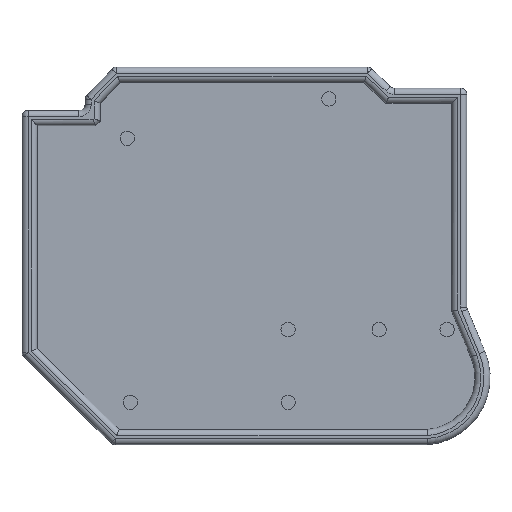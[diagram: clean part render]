
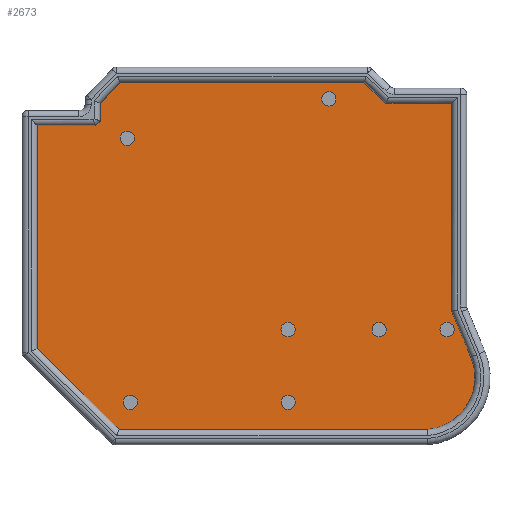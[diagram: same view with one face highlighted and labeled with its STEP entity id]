
A CAD part, top view. The second image highlights one B-rep face of the part: STEP entity #2673.
In plain terms, the highlighted planar face has unit normal (0, 0, 1).
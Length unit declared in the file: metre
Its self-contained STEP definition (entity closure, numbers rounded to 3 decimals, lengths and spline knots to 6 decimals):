
#132=CIRCLE('',#2839,0.017283);
#141=CIRCLE('',#2870,0.00235);
#143=CIRCLE('',#2873,0.00235);
#145=CIRCLE('',#2876,0.00235);
#147=CIRCLE('',#2879,0.00235);
#149=CIRCLE('',#2882,0.00235);
#151=CIRCLE('',#2885,0.00235);
#153=CIRCLE('',#2888,0.00235);
#460=ORIENTED_EDGE('',*,*,#1213,.F.);
#461=ORIENTED_EDGE('',*,*,#1211,.F.);
#462=ORIENTED_EDGE('',*,*,#1209,.F.);
#463=ORIENTED_EDGE('',*,*,#1207,.F.);
#464=ORIENTED_EDGE('',*,*,#1205,.F.);
#465=ORIENTED_EDGE('',*,*,#1203,.F.);
#466=ORIENTED_EDGE('',*,*,#1201,.F.);
#467=ORIENTED_EDGE('',*,*,#1093,.F.);
#468=ORIENTED_EDGE('',*,*,#1144,.T.);
#469=ORIENTED_EDGE('',*,*,#1103,.F.);
#470=ORIENTED_EDGE('',*,*,#1142,.F.);
#471=ORIENTED_EDGE('',*,*,#1140,.F.);
#472=ORIENTED_EDGE('',*,*,#1137,.F.);
#473=ORIENTED_EDGE('',*,*,#1134,.F.);
#474=ORIENTED_EDGE('',*,*,#1089,.F.);
#475=ORIENTED_EDGE('',*,*,#1099,.F.);
#476=ORIENTED_EDGE('',*,*,#1152,.F.);
#477=ORIENTED_EDGE('',*,*,#1150,.F.);
#478=ORIENTED_EDGE('',*,*,#1147,.F.);
#479=ORIENTED_EDGE('',*,*,#1096,.F.);
#1089=EDGE_CURVE('',#1473,#1470,#1710,.T.);
#1093=EDGE_CURVE('',#1477,#1474,#1714,.T.);
#1096=EDGE_CURVE('',#1474,#1478,#1717,.T.);
#1099=EDGE_CURVE('',#1481,#1473,#1720,.T.);
#1103=EDGE_CURVE('',#1485,#1482,#132,.T.);
#1134=EDGE_CURVE('',#1470,#1514,#1748,.T.);
#1137=EDGE_CURVE('',#1514,#1516,#1751,.T.);
#1140=EDGE_CURVE('',#1516,#1518,#1754,.T.);
#1142=EDGE_CURVE('',#1518,#1485,#1756,.T.);
#1144=EDGE_CURVE('',#1477,#1482,#1758,.T.);
#1147=EDGE_CURVE('',#1478,#1520,#1761,.T.);
#1150=EDGE_CURVE('',#1520,#1522,#1764,.T.);
#1152=EDGE_CURVE('',#1522,#1481,#1766,.T.);
#1201=EDGE_CURVE('',#1571,#1571,#141,.T.);
#1203=EDGE_CURVE('',#1573,#1573,#143,.T.);
#1205=EDGE_CURVE('',#1575,#1575,#145,.T.);
#1207=EDGE_CURVE('',#1577,#1577,#147,.T.);
#1209=EDGE_CURVE('',#1579,#1579,#149,.T.);
#1211=EDGE_CURVE('',#1581,#1581,#151,.T.);
#1213=EDGE_CURVE('',#1583,#1583,#153,.T.);
#1470=VERTEX_POINT('',#4149);
#1473=VERTEX_POINT('',#4154);
#1474=VERTEX_POINT('',#4158);
#1477=VERTEX_POINT('',#4163);
#1478=VERTEX_POINT('',#4167);
#1481=VERTEX_POINT('',#4175);
#1482=VERTEX_POINT('',#4179);
#1485=VERTEX_POINT('',#4184);
#1514=VERTEX_POINT('',#4245);
#1516=VERTEX_POINT('',#4251);
#1518=VERTEX_POINT('',#4257);
#1520=VERTEX_POINT('',#4269);
#1522=VERTEX_POINT('',#4275);
#1571=VERTEX_POINT('',#4391);
#1573=VERTEX_POINT('',#4396);
#1575=VERTEX_POINT('',#4401);
#1577=VERTEX_POINT('',#4406);
#1579=VERTEX_POINT('',#4411);
#1581=VERTEX_POINT('',#4416);
#1583=VERTEX_POINT('',#4421);
#1710=LINE('',#4155,#1938);
#1714=LINE('',#4164,#1942);
#1717=LINE('',#4170,#1945);
#1720=LINE('',#4176,#1948);
#1748=LINE('',#4248,#1976);
#1751=LINE('',#4254,#1979);
#1754=LINE('',#4260,#1982);
#1756=LINE('',#4263,#1984);
#1758=LINE('',#4266,#1986);
#1761=LINE('',#4272,#1989);
#1764=LINE('',#4278,#1992);
#1766=LINE('',#4281,#1994);
#1938=VECTOR('',#3219,1.);
#1942=VECTOR('',#3225,1.);
#1945=VECTOR('',#3230,1.);
#1948=VECTOR('',#3235,1.);
#1976=VECTOR('',#3283,1.);
#1979=VECTOR('',#3288,1.);
#1982=VECTOR('',#3293,1.);
#1984=VECTOR('',#3297,1.);
#1986=VECTOR('',#3301,1.);
#1989=VECTOR('',#3306,1.);
#1992=VECTOR('',#3311,1.);
#1994=VECTOR('',#3315,1.);
#2170=EDGE_LOOP('',(#460));
#2171=EDGE_LOOP('',(#461));
#2172=EDGE_LOOP('',(#462));
#2173=EDGE_LOOP('',(#463));
#2174=EDGE_LOOP('',(#464));
#2175=EDGE_LOOP('',(#465));
#2176=EDGE_LOOP('',(#466));
#2177=EDGE_LOOP('',(#467,#468,#469,#470,#471,#472,#473,#474,#475,#476,#477,
#478,#479));
#2393=FACE_BOUND('',#2170,.T.);
#2394=FACE_BOUND('',#2171,.T.);
#2395=FACE_BOUND('',#2172,.T.);
#2396=FACE_BOUND('',#2173,.T.);
#2397=FACE_BOUND('',#2174,.T.);
#2398=FACE_BOUND('',#2175,.T.);
#2399=FACE_BOUND('',#2176,.T.);
#2400=FACE_BOUND('',#2177,.T.);
#2591=PLANE('',#2889);
#2673=ADVANCED_FACE('',(#2393,#2394,#2395,#2396,#2397,#2398,#2399,#2400),
#2591,.T.);
#2839=AXIS2_PLACEMENT_3D('',#4185,#3242,#3243);
#2870=AXIS2_PLACEMENT_3D('',#4390,#3393,#3394);
#2873=AXIS2_PLACEMENT_3D('',#4395,#3399,#3400);
#2876=AXIS2_PLACEMENT_3D('',#4400,#3405,#3406);
#2879=AXIS2_PLACEMENT_3D('',#4405,#3411,#3412);
#2882=AXIS2_PLACEMENT_3D('',#4410,#3417,#3418);
#2885=AXIS2_PLACEMENT_3D('',#4415,#3423,#3424);
#2888=AXIS2_PLACEMENT_3D('',#4420,#3429,#3430);
#2889=AXIS2_PLACEMENT_3D('',#4422,#3431,#3432);
#3219=DIRECTION('',(1.,0.,0.));
#3225=DIRECTION('',(-0.711,0.703,0.));
#3230=DIRECTION('',(0.,1.,0.));
#3235=DIRECTION('',(0.69,0.724,0.));
#3242=DIRECTION('',(0.,0.,-1.));
#3243=DIRECTION('',(1.,0.,0.));
#3283=DIRECTION('',(0.723,-0.69,0.));
#3288=DIRECTION('',(1.,0.,0.));
#3293=DIRECTION('',(0.,-1.,0.));
#3297=DIRECTION('',(0.387,-0.922,0.));
#3301=DIRECTION('',(1.,0.,0.));
#3306=DIRECTION('',(1.,0.,0.));
#3311=DIRECTION('',(0.735,0.678,0.));
#3315=DIRECTION('',(0.,1.,0.));
#3393=DIRECTION('',(0.,0.,1.));
#3394=DIRECTION('',(1.,0.,0.));
#3399=DIRECTION('',(0.,0.,1.));
#3400=DIRECTION('',(1.,0.,0.));
#3405=DIRECTION('',(0.,0.,1.));
#3406=DIRECTION('',(1.,0.,0.));
#3411=DIRECTION('',(0.,0.,1.));
#3412=DIRECTION('',(1.,0.,0.));
#3417=DIRECTION('',(0.,0.,1.));
#3418=DIRECTION('',(1.,0.,0.));
#3423=DIRECTION('',(0.,0.,1.));
#3424=DIRECTION('',(1.,0.,0.));
#3429=DIRECTION('',(0.,0.,1.));
#3430=DIRECTION('',(1.,0.,0.));
#3431=DIRECTION('',(0.,0.,1.));
#3432=DIRECTION('',(1.,0.,0.));
#4149=CARTESIAN_POINT('',(0.032975,0.062101,0.005));
#4154=CARTESIAN_POINT('',(-0.047364,0.062101,0.005));
#4155=CARTESIAN_POINT('',(-0.007194,0.062101,0.005));
#4158=CARTESIAN_POINT('',(-0.074706,-0.025691,0.005));
#4163=CARTESIAN_POINT('',(-0.047721,-0.052345,0.005));
#4164=CARTESIAN_POINT('',(-0.061213,-0.039018,0.005));
#4167=CARTESIAN_POINT('',(-0.074706,0.047833,0.005));
#4170=CARTESIAN_POINT('',(-0.074706,0.011071,0.005));
#4175=CARTESIAN_POINT('',(-0.053923,0.055215,0.005));
#4176=CARTESIAN_POINT('',(-0.050643,0.058658,0.005));
#4179=CARTESIAN_POINT('',(0.053876,-0.052345,0.005));
#4184=CARTESIAN_POINT('',(0.068241,-0.028451,0.005));
#4185=CARTESIAN_POINT('',(0.052302,-0.035134,0.005));
#4245=CARTESIAN_POINT('',(0.04025,0.05516,0.005));
#4248=CARTESIAN_POINT('',(0.036612,0.05863,0.005));
#4251=CARTESIAN_POINT('',(0.061912,0.05516,0.005));
#4254=CARTESIAN_POINT('',(0.051081,0.05516,0.005));
#4257=CARTESIAN_POINT('',(0.061912,-0.013355,0.005));
#4260=CARTESIAN_POINT('',(0.061912,0.020902,0.005));
#4263=CARTESIAN_POINT('',(0.065077,-0.020903,0.005));
#4266=CARTESIAN_POINT('',(0.003078,-0.052345,0.005));
#4269=CARTESIAN_POINT('',(-0.055504,0.047833,0.005));
#4272=CARTESIAN_POINT('',(-0.065105,0.047833,0.005));
#4275=CARTESIAN_POINT('',(-0.053923,0.049292,0.005));
#4278=CARTESIAN_POINT('',(-0.054713,0.048562,0.005));
#4281=CARTESIAN_POINT('',(-0.053923,0.052253,0.005));
#4390=CARTESIAN_POINT('',(0.008041,-0.043355,0.005));
#4391=CARTESIAN_POINT('',(0.010391,-0.043355,0.005));
#4395=CARTESIAN_POINT('',(0.007983,-0.01936,0.005));
#4396=CARTESIAN_POINT('',(0.010333,-0.01936,0.005));
#4400=CARTESIAN_POINT('',(0.038022,-0.019369,0.005));
#4401=CARTESIAN_POINT('',(0.040372,-0.019369,0.005));
#4405=CARTESIAN_POINT('',(0.060412,-0.01936,0.005));
#4406=CARTESIAN_POINT('',(0.062762,-0.01936,0.005));
#4410=CARTESIAN_POINT('',(-0.044004,-0.043355,0.005));
#4411=CARTESIAN_POINT('',(-0.041654,-0.043355,0.005));
#4415=CARTESIAN_POINT('',(-0.044995,0.04365,0.005));
#4416=CARTESIAN_POINT('',(-0.042645,0.04365,0.005));
#4420=CARTESIAN_POINT('',(0.021434,0.056654,0.005));
#4421=CARTESIAN_POINT('',(0.023784,0.056654,0.005));
#4422=CARTESIAN_POINT('',(0.018924,-0.013349,0.005));
